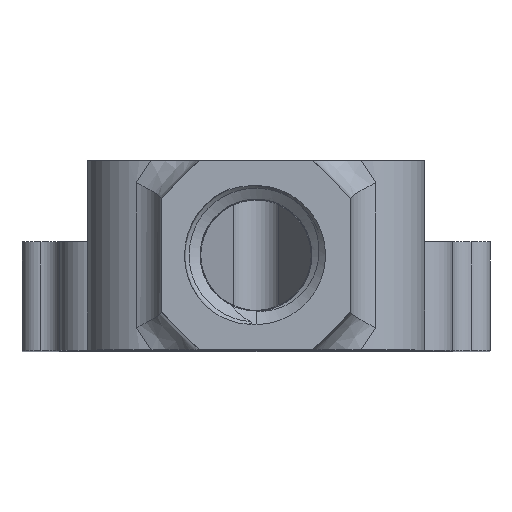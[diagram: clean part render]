
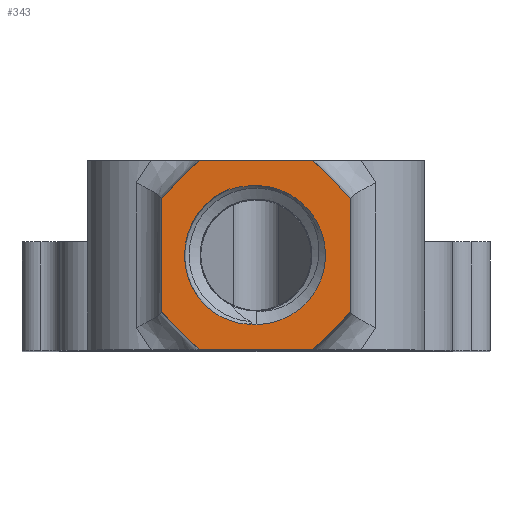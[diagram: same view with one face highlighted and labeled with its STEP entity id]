
A CAD part, top view. The second image highlights one B-rep face of the part: STEP entity #343.
In plain terms, the highlighted planar face has unit normal (0, 0, 1).
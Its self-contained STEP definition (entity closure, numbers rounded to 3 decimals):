
#343 = ADVANCED_FACE ( 'NONE', ( #923, #946 ), #5862, .T. ) ;
#386 = ORIENTED_EDGE ( 'NONE', *, *, #1082, .T. ) ;
#923 = FACE_BOUND ( 'NONE', #3562, .T. ) ;
#946 = FACE_OUTER_BOUND ( 'NONE', #3556, .T. ) ;
#1032 = EDGE_CURVE ( 'NONE', #1131, #3732, #4702, .T. ) ;
#1053 = EDGE_CURVE ( 'NONE', #8264, #8237, #4708, .T. ) ;
#1082 = EDGE_CURVE ( 'NONE', #8237, #8247, #4721, .T. ) ;
#1104 = EDGE_CURVE ( 'NONE', #8245, #1161, #4742, .T. ) ;
#1108 = EDGE_CURVE ( 'NONE', #1136, #1142, #4748, .T. ) ;
#1112 = EDGE_CURVE ( 'NONE', #8247, #1146, #4754, .T. ) ;
#1113 = EDGE_CURVE ( 'NONE', #1146, #1131, #2091, .T. ) ;
#1118 = EDGE_CURVE ( 'NONE', #1142, #1158, #4756, .T. ) ;
#1131 = VERTEX_POINT ( 'NONE', #1882 ) ;
#1136 = VERTEX_POINT ( 'NONE', #1934 ) ;
#1142 = VERTEX_POINT ( 'NONE', #1930 ) ;
#1146 = VERTEX_POINT ( 'NONE', #1942 ) ;
#1158 = VERTEX_POINT ( 'NONE', #1954 ) ;
#1161 = VERTEX_POINT ( 'NONE', #1957 ) ;
#1391 = ORIENTED_EDGE ( 'NONE', *, *, #4468, .F. ) ;
#1392 = ORIENTED_EDGE ( 'NONE', *, *, #1112, .T. ) ;
#1393 = ORIENTED_EDGE ( 'NONE', *, *, #1053, .T. ) ;
#1678 = CARTESIAN_POINT ( 'NONE',  ( -9.595, 57.025, -55.459 ) ) ;
#1701 = CARTESIAN_POINT ( 'NONE',  ( -17.603, 59.025, -55.459 ) ) ;
#1703 = DIRECTION ( 'NONE',  ( -0.707, 0.707, 0. ) ) ;
#1713 = DIRECTION ( 'NONE',  ( -0.707, -0.707, 0. ) ) ;
#1725 = CARTESIAN_POINT ( 'NONE',  ( -14.998, 50.373, -55.459 ) ) ;
#1726 = CARTESIAN_POINT ( 'NONE',  ( -15.263, 50.383, -55.459 ) ) ;
#1727 = CARTESIAN_POINT ( 'NONE',  ( -14.599, 54.025, -55.459 ) ) ;
#1728 = DIRECTION ( 'NONE',  ( 0., 0., -1. ) ) ;
#1729 = DIRECTION ( 'NONE',  ( 0., -1., 0. ) ) ;
#1731 = CARTESIAN_POINT ( 'NONE',  ( -15.52, 50.425, -55.459 ) ) ;
#1732 = CARTESIAN_POINT ( 'NONE',  ( -16.024, 50.566, -55.459 ) ) ;
#1733 = CARTESIAN_POINT ( 'NONE',  ( -16.27, 50.667, -55.459 ) ) ;
#1734 = CARTESIAN_POINT ( 'NONE',  ( -16.729, 50.918, -55.459 ) ) ;
#1735 = CARTESIAN_POINT ( 'NONE',  ( -16.945, 51.07, -55.459 ) ) ;
#1736 = CARTESIAN_POINT ( 'NONE',  ( -17.338, 51.419, -55.459 ) ) ;
#1737 = CARTESIAN_POINT ( 'NONE',  ( -17.514, 51.614, -55.459 ) ) ;
#1738 = CARTESIAN_POINT ( 'NONE',  ( -17.667, 51.829, -55.459 ) ) ;
#1744 = CARTESIAN_POINT ( 'NONE',  ( -19.603, 60.027, -55.459 ) ) ;
#1765 = DIRECTION ( 'NONE',  ( 0., -1., 0. ) ) ;
#1882 = CARTESIAN_POINT ( 'NONE',  ( -17.667, 51.829, -55.459 ) ) ;
#1930 = CARTESIAN_POINT ( 'NONE',  ( -19.603, 57.025, -55.459 ) ) ;
#1934 = CARTESIAN_POINT ( 'NONE',  ( -17.603, 59.025, -55.459 ) ) ;
#1942 = CARTESIAN_POINT ( 'NONE',  ( -14.998, 50.373, -55.459 ) ) ;
#1954 = CARTESIAN_POINT ( 'NONE',  ( -19.603, 51.025, -55.459 ) ) ;
#1957 = CARTESIAN_POINT ( 'NONE',  ( -11.595, 59.025, -55.459 ) ) ;
#2045 = CARTESIAN_POINT ( 'NONE',  ( -9.595, 51.025, -55.459 ) ) ;
#2056 = CARTESIAN_POINT ( 'NONE',  ( -11.595, 49.025, -55.459 ) ) ;
#2057 = CARTESIAN_POINT ( 'NONE',  ( -17.603, 49.025, -55.459 ) ) ;
#2063 = ORIENTED_EDGE ( 'NONE', *, *, #4462, .T. ) ;
#2067 = ORIENTED_EDGE ( 'NONE', *, *, #4470, .F. ) ;
#2069 = ORIENTED_EDGE ( 'NONE', *, *, #1104, .T. ) ;
#2073 = ORIENTED_EDGE ( 'NONE', *, *, #4469, .F. ) ;
#2091 = B_SPLINE_CURVE_WITH_KNOTS ( 'NONE', 3,
 ( #1725, #1726, #1731, #1732, #1733, #1734, #1735, #1736, #1737, #1738 ),
 .UNSPECIFIED., .F., .F.,
 ( 4, 2, 2, 2, 4 ),
 ( 0., 0.001, 0.002, 0.002, 0.003 ),
 .UNSPECIFIED. ) ;
#2107 = B_SPLINE_CURVE_WITH_KNOTS ( 'NONE', 3,
 ( #7803, #7804, #7809, #7810, #7811, #7812, #7813, #7814, #7815, #7816 ),
 .UNSPECIFIED., .F., .F.,
 ( 4, 2, 2, 2, 4 ),
 ( 0., 0.001, 0.002, 0.002, 0.003 ),
 .UNSPECIFIED. ) ;
#3334 = ORIENTED_EDGE ( 'NONE', *, *, #4434, .T. ) ;
#3556 = EDGE_LOOP ( 'NONE', ( #7605, #8250, #1391, #2073, #2067, #7608, #2069, #2063 ) ) ;
#3562 = EDGE_LOOP ( 'NONE', ( #8232, #3334, #1393, #386, #1392, #7606 ) ) ;
#3689 = VERTEX_POINT ( 'NONE', #2045 ) ;
#3700 = VERTEX_POINT ( 'NONE', #2056 ) ;
#3701 = VERTEX_POINT ( 'NONE', #2057 ) ;
#3732 = VERTEX_POINT ( 'NONE', #7739 ) ;
#3969 = CARTESIAN_POINT ( 'NONE',  ( -14.599, 54.025, -55.459 ) ) ;
#3970 = DIRECTION ( 'NONE',  ( 0., 0., -1. ) ) ;
#3971 = DIRECTION ( 'NONE',  ( 0., -1., 0. ) ) ;
#4282 = CARTESIAN_POINT ( 'NONE',  ( -14.599, 54.025, -55.459 ) ) ;
#4283 = DIRECTION ( 'NONE',  ( 0., 0., -1. ) ) ;
#4284 = DIRECTION ( 'NONE',  ( 0., -1., 0. ) ) ;
#4326 = CARTESIAN_POINT ( 'NONE',  ( -14.599, 54.025, -55.459 ) ) ;
#4327 = DIRECTION ( 'NONE',  ( 0., 0., -1. ) ) ;
#4328 = DIRECTION ( 'NONE',  ( 0., -1., 0. ) ) ;
#4370 = AXIS2_PLACEMENT_3D ( 'NONE', #5860, #5859, #5864 ) ;
#4429 = EDGE_CURVE ( 'NONE', #3689, #8245, #4765, .T. ) ;
#4434 = EDGE_CURVE ( 'NONE', #3732, #8264, #2107, .T. ) ;
#4462 = EDGE_CURVE ( 'NONE', #1161, #1136, #4802, .T. ) ;
#4468 = EDGE_CURVE ( 'NONE', #3701, #1158, #4812, .T. ) ;
#4469 = EDGE_CURVE ( 'NONE', #3700, #3701, #4813, .T. ) ;
#4470 = EDGE_CURVE ( 'NONE', #3689, #3700, #4815, .T. ) ;
#4702 = CIRCLE ( 'NONE', #4843, 3.774 ) ;
#4708 = CIRCLE ( 'NONE', #4845, 3.674 ) ;
#4721 = CIRCLE ( 'NONE', #4849, 3.674 ) ;
#4742 = LINE ( 'NONE', #1678, #4747 ) ;
#4747 = VECTOR ( 'NONE', #1703, 1000. ) ;
#4748 = LINE ( 'NONE', #1701, #4753 ) ;
#4751 = VECTOR ( 'NONE', #7784, 1000. ) ;
#4753 = VECTOR ( 'NONE', #1713, 1000. ) ;
#4754 = CIRCLE ( 'NONE', #4851, 3.674 ) ;
#4756 = LINE ( 'NONE', #1744, #4760 ) ;
#4760 = VECTOR ( 'NONE', #1765, 1000. ) ;
#4765 = LINE ( 'NONE', #7783, #4751 ) ;
#4802 = LINE ( 'NONE', #7966, #4806 ) ;
#4806 = VECTOR ( 'NONE', #7972, 1000. ) ;
#4812 = LINE ( 'NONE', #7977, #4814 ) ;
#4813 = LINE ( 'NONE', #7988, #4816 ) ;
#4814 = VECTOR ( 'NONE', #7978, 1000. ) ;
#4815 = LINE ( 'NONE', #7990, #4818 ) ;
#4816 = VECTOR ( 'NONE', #7989, 1000. ) ;
#4818 = VECTOR ( 'NONE', #7991, 1000. ) ;
#4843 = AXIS2_PLACEMENT_3D ( 'NONE', #3969, #3970, #3971 ) ;
#4845 = AXIS2_PLACEMENT_3D ( 'NONE', #4282, #4283, #4284 ) ;
#4849 = AXIS2_PLACEMENT_3D ( 'NONE', #4326, #4327, #4328 ) ;
#4851 = AXIS2_PLACEMENT_3D ( 'NONE', #1727, #1728, #1729 ) ;
#5035 = CARTESIAN_POINT ( 'NONE',  ( -14.599, 57.699, -55.459 ) ) ;
#5039 = CARTESIAN_POINT ( 'NONE',  ( -9.595, 57.025, -55.459 ) ) ;
#5052 = CARTESIAN_POINT ( 'NONE',  ( -14.998, 57.677, -55.459 ) ) ;
#5859 = DIRECTION ( 'NONE',  ( 0., 0., 1. ) ) ;
#5860 = CARTESIAN_POINT ( 'NONE',  ( -20.605, 60.027, -55.459 ) ) ;
#5862 = PLANE ( 'NONE',  #4370 ) ;
#5864 = DIRECTION ( 'NONE',  ( 0., -1., 0. ) ) ;
#7605 = ORIENTED_EDGE ( 'NONE', *, *, #1108, .T. ) ;
#7606 = ORIENTED_EDGE ( 'NONE', *, *, #1113, .T. ) ;
#7608 = ORIENTED_EDGE ( 'NONE', *, *, #4429, .T. ) ;
#7739 = CARTESIAN_POINT ( 'NONE',  ( -17.667, 56.222, -55.459 ) ) ;
#7783 = CARTESIAN_POINT ( 'NONE',  ( -9.595, 60.027, -55.459 ) ) ;
#7784 = DIRECTION ( 'NONE',  ( 0., 1., 0. ) ) ;
#7803 = CARTESIAN_POINT ( 'NONE',  ( -17.667, 56.222, -55.459 ) ) ;
#7804 = CARTESIAN_POINT ( 'NONE',  ( -17.513, 56.437, -55.459 ) ) ;
#7809 = CARTESIAN_POINT ( 'NONE',  ( -17.339, 56.631, -55.459 ) ) ;
#7810 = CARTESIAN_POINT ( 'NONE',  ( -16.948, 56.978, -55.459 ) ) ;
#7811 = CARTESIAN_POINT ( 'NONE',  ( -16.73, 57.132, -55.459 ) ) ;
#7812 = CARTESIAN_POINT ( 'NONE',  ( -16.272, 57.383, -55.459 ) ) ;
#7813 = CARTESIAN_POINT ( 'NONE',  ( -16.031, 57.482, -55.459 ) ) ;
#7814 = CARTESIAN_POINT ( 'NONE',  ( -15.522, 57.626, -55.459 ) ) ;
#7815 = CARTESIAN_POINT ( 'NONE',  ( -15.263, 57.667, -55.459 ) ) ;
#7816 = CARTESIAN_POINT ( 'NONE',  ( -14.998, 57.677, -55.459 ) ) ;
#7966 = CARTESIAN_POINT ( 'NONE',  ( -20.605, 59.025, -55.459 ) ) ;
#7972 = DIRECTION ( 'NONE',  ( -1., 0., 0. ) ) ;
#7977 = CARTESIAN_POINT ( 'NONE',  ( -17.402, 48.824, -55.459 ) ) ;
#7978 = DIRECTION ( 'NONE',  ( -0.707, 0.707, 0. ) ) ;
#7988 = CARTESIAN_POINT ( 'NONE',  ( -25.901, 49.025, -55.459 ) ) ;
#7989 = DIRECTION ( 'NONE',  ( -1., 0., 0. ) ) ;
#7990 = CARTESIAN_POINT ( 'NONE',  ( -9.394, 51.227, -55.459 ) ) ;
#7991 = DIRECTION ( 'NONE',  ( -0.707, -0.707, 0. ) ) ;
#8221 = CARTESIAN_POINT ( 'NONE',  ( -14.599, 50.352, -55.459 ) ) ;
#8232 = ORIENTED_EDGE ( 'NONE', *, *, #1032, .T. ) ;
#8237 = VERTEX_POINT ( 'NONE', #5035 ) ;
#8245 = VERTEX_POINT ( 'NONE', #5039 ) ;
#8247 = VERTEX_POINT ( 'NONE', #8221 ) ;
#8250 = ORIENTED_EDGE ( 'NONE', *, *, #1118, .T. ) ;
#8264 = VERTEX_POINT ( 'NONE', #5052 ) ;
